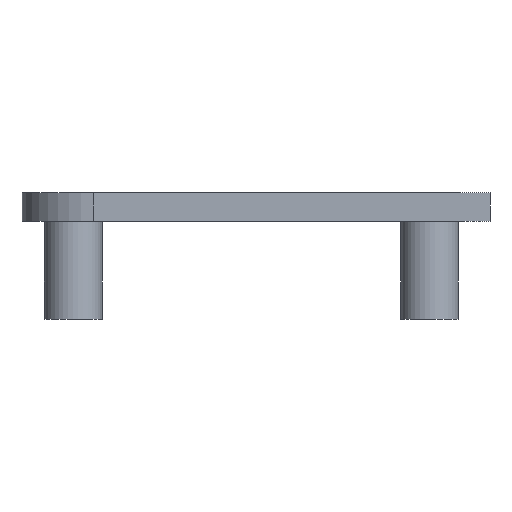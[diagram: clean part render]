
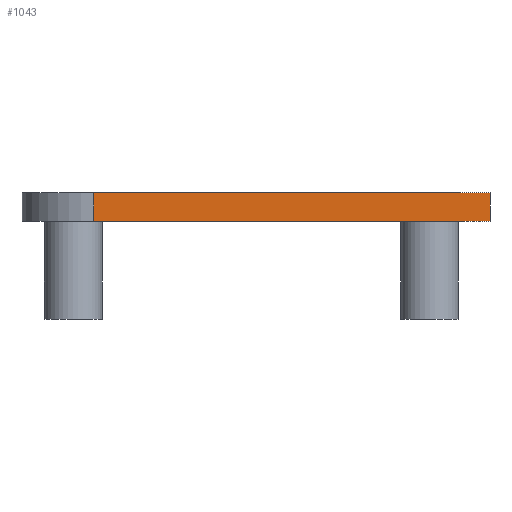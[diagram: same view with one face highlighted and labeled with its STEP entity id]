
A CAD part, front view. The second image highlights one B-rep face of the part: STEP entity #1043.
In plain terms, the highlighted planar face has unit normal (0, -1, 0).
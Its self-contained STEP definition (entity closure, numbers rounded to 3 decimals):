
#19 = VECTOR ( 'NONE', #1793, 1000. ) ;
#58 = VERTEX_POINT ( 'NONE', #1752 ) ;
#245 = VECTOR ( 'NONE', #2835, 1000. ) ;
#375 = ORIENTED_EDGE ( 'NONE', *, *, #2584, .T. ) ;
#415 = FACE_OUTER_BOUND ( 'NONE', #2111, .T. ) ;
#427 = VERTEX_POINT ( 'NONE', #3471 ) ;
#524 = DIRECTION ( 'NONE',  ( 1., 0., 0. ) ) ;
#748 = ORIENTED_EDGE ( 'NONE', *, *, #3289, .T. ) ;
#754 = LINE ( 'NONE', #2067, #19 ) ;
#1043 = ADVANCED_FACE ( 'NONE', ( #415 ), #1727, .F. ) ;
#1241 = DIRECTION ( 'NONE',  ( 0., 0., -1. ) ) ;
#1261 = CARTESIAN_POINT ( 'NONE',  ( 113.362, 0., 4. ) ) ;
#1321 = CARTESIAN_POINT ( 'NONE',  ( 113.362, 0., 4. ) ) ;
#1370 = ORIENTED_EDGE ( 'NONE', *, *, #2219, .F. ) ;
#1499 = VERTEX_POINT ( 'NONE', #1261 ) ;
#1678 = LINE ( 'NONE', #1984, #2950 ) ;
#1710 = DIRECTION ( 'NONE',  ( 0., 1., 0. ) ) ;
#1727 = PLANE ( 'NONE',  #3103 ) ;
#1752 = CARTESIAN_POINT ( 'NONE',  ( 58.362, 0., 0. ) ) ;
#1793 = DIRECTION ( 'NONE',  ( 1., 0., 0. ) ) ;
#1984 = CARTESIAN_POINT ( 'NONE',  ( 58.362, 0., 4. ) ) ;
#2017 = DIRECTION ( 'NONE',  ( -1., 0., 0. ) ) ;
#2067 = CARTESIAN_POINT ( 'NONE',  ( 58.362, 0., 0. ) ) ;
#2111 = EDGE_LOOP ( 'NONE', ( #375, #1370, #2150, #748 ) ) ;
#2150 = ORIENTED_EDGE ( 'NONE', *, *, #3614, .F. ) ;
#2152 = VECTOR ( 'NONE', #1241, 1000. ) ;
#2219 = EDGE_CURVE ( 'NONE', #1499, #427, #3183, .T. ) ;
#2584 = EDGE_CURVE ( 'NONE', #58, #427, #754, .T. ) ;
#2659 = LINE ( 'NONE', #3006, #2152 ) ;
#2835 = DIRECTION ( 'NONE',  ( 0., 0., -1. ) ) ;
#2862 = CARTESIAN_POINT ( 'NONE',  ( 58.362, 0., 4. ) ) ;
#2950 = VECTOR ( 'NONE', #524, 1000. ) ;
#3006 = CARTESIAN_POINT ( 'NONE',  ( 58.362, 0., 4. ) ) ;
#3103 = AXIS2_PLACEMENT_3D ( 'NONE', #2862, #1710, #2017 ) ;
#3183 = LINE ( 'NONE', #1321, #245 ) ;
#3289 = EDGE_CURVE ( 'NONE', #3527, #58, #2659, .T. ) ;
#3425 = CARTESIAN_POINT ( 'NONE',  ( 58.362, 0., 4. ) ) ;
#3471 = CARTESIAN_POINT ( 'NONE',  ( 113.362, 0., 0. ) ) ;
#3527 = VERTEX_POINT ( 'NONE', #3425 ) ;
#3614 = EDGE_CURVE ( 'NONE', #3527, #1499, #1678, .T. ) ;
